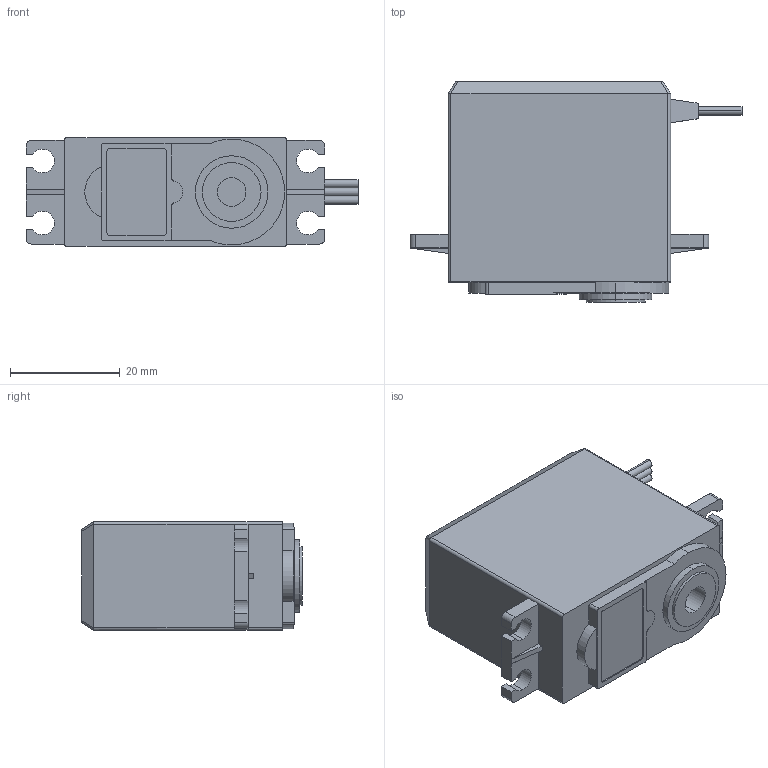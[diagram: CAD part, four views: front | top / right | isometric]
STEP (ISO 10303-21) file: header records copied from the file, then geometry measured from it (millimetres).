
FILE_DESCRIPTION (( 'STEP AP203' ), '1' );
FILE_NAME ('TowerPro-MG995_Default_sldprt.STEP', '2021-06-04T14:24:13', ( '' ), ( '' ), 'SwSTEP 2.0', 'SolidWorks 2016', '' );
FILE_SCHEMA (( 'CONFIG_CONTROL_DESIGN' ));
Length unit declared in the file: millimetre
Products named in the file (1): TowerPro-MG995_Default_sldprt
Bounding box: 60.45 x 40.2 x 19.8 mm (x, y, z)
Volume: 30918.5 mm3; surface area: 7068.2 mm2
Topology: 1 solids, 1 shells, 117 faces, 310 edges, 204 vertices
Faces by surface type: plane 66, cylinder 51
Entity records: 3711 total; most frequent: CARTESIAN_POINT 680, DIRECTION 624, ORIENTED_EDGE 620, EDGE_CURVE 310, AXIS2_PLACEMENT_3D 212, VERTEX_POINT 204, VECTOR 200, LINE 200
